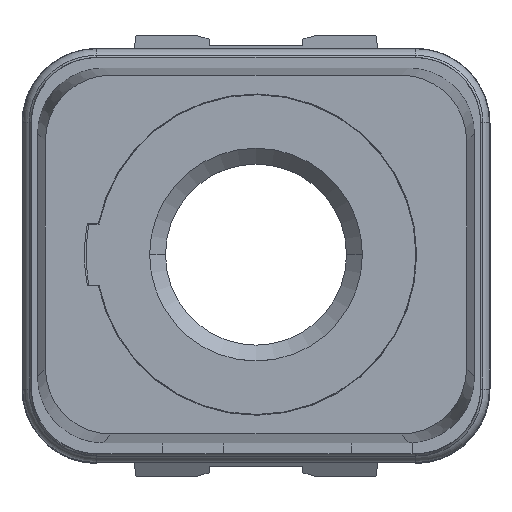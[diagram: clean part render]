
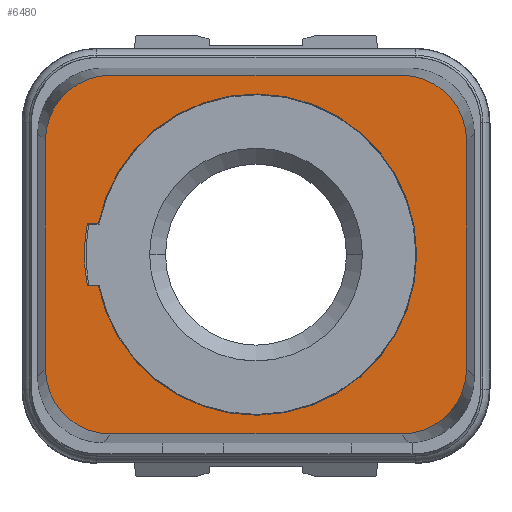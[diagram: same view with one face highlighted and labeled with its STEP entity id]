
A CAD part, top view. The second image highlights one B-rep face of the part: STEP entity #6480.
In plain terms, the highlighted planar face has unit normal (0, 0, 1).
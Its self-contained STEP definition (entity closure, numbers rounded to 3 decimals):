
#214=DIRECTION('',(-1.,0.,0.));
#215=VECTOR('',#214,9.3);
#216=CARTESIAN_POINT('',(4.65,-5.75,0.));
#217=LINE('',#216,#215);
#218=CARTESIAN_POINT('',(-4.65,-3.65,0.));
#219=DIRECTION('',(0.,0.,-1.));
#220=DIRECTION('',(0.,-1.,0.));
#221=AXIS2_PLACEMENT_3D('',#218,#219,#220);
#223=DIRECTION('',(0.,1.,0.));
#224=VECTOR('',#223,7.3);
#225=CARTESIAN_POINT('',(-6.75,-3.65,0.));
#226=LINE('',#225,#224);
#227=CARTESIAN_POINT('',(-4.65,3.65,0.));
#228=DIRECTION('',(0.,0.,-1.));
#229=DIRECTION('',(-1.,0.,0.));
#230=AXIS2_PLACEMENT_3D('',#227,#228,#229);
#232=DIRECTION('',(1.,0.,0.));
#233=VECTOR('',#232,9.3);
#234=CARTESIAN_POINT('',(-4.65,5.75,0.));
#235=LINE('',#234,#233);
#236=CARTESIAN_POINT('',(4.65,3.65,0.));
#237=DIRECTION('',(0.,0.,-1.));
#238=DIRECTION('',(0.,1.,0.));
#239=AXIS2_PLACEMENT_3D('',#236,#237,#238);
#241=DIRECTION('',(0.,-1.,0.));
#242=VECTOR('',#241,7.3);
#243=CARTESIAN_POINT('',(6.75,3.65,0.));
#244=LINE('',#243,#242);
#245=CARTESIAN_POINT('',(4.65,-3.65,0.));
#246=DIRECTION('',(0.,0.,-1.));
#247=DIRECTION('',(1.,0.,0.));
#248=AXIS2_PLACEMENT_3D('',#245,#246,#247);
#250=CARTESIAN_POINT('',(0.,0.,0.));
#251=DIRECTION('',(0.,0.,1.));
#252=DIRECTION('',(-0.983,0.182,0.));
#253=AXIS2_PLACEMENT_3D('',#250,#251,#252);
#255=DIRECTION('',(1.,0.,0.));
#256=VECTOR('',#255,0.356);
#257=CARTESIAN_POINT('',(-5.408,-1.,0.));
#258=LINE('',#257,#256);
#259=CARTESIAN_POINT('',(0.,0.,0.));
#260=DIRECTION('',(0.,0.,-1.));
#261=DIRECTION('',(1.,0.,0.));
#262=AXIS2_PLACEMENT_3D('',#259,#260,#261);
#264=CARTESIAN_POINT('',(0.,0.,0.));
#265=DIRECTION('',(0.,0.,-1.));
#266=DIRECTION('',(-0.981,0.194,0.));
#267=AXIS2_PLACEMENT_3D('',#264,#265,#266);
#269=DIRECTION('',(-1.,0.,0.));
#270=VECTOR('',#269,0.356);
#271=CARTESIAN_POINT('',(-5.052,1.,0.));
#272=LINE('',#271,#270);
#5302=CARTESIAN_POINT('',(5.15,0.,0.));
#5303=VERTEX_POINT('',#5302);
#5308=CARTESIAN_POINT('',(-5.408,1.,0.));
#5309=CARTESIAN_POINT('',(-5.408,-1.,0.));
#5310=VERTEX_POINT('',#5308);
#5311=VERTEX_POINT('',#5309);
#5312=CARTESIAN_POINT('',(-5.052,-1.,0.));
#5313=VERTEX_POINT('',#5312);
#5314=CARTESIAN_POINT('',(4.65,-5.75,0.));
#5315=CARTESIAN_POINT('',(-4.65,-5.75,0.));
#5316=VERTEX_POINT('',#5314);
#5317=VERTEX_POINT('',#5315);
#5318=CARTESIAN_POINT('',(-6.75,-3.65,0.));
#5319=VERTEX_POINT('',#5318);
#5320=CARTESIAN_POINT('',(-6.75,3.65,0.));
#5321=VERTEX_POINT('',#5320);
#5322=CARTESIAN_POINT('',(-4.65,5.75,0.));
#5323=VERTEX_POINT('',#5322);
#5324=CARTESIAN_POINT('',(4.65,5.75,0.));
#5325=VERTEX_POINT('',#5324);
#5326=CARTESIAN_POINT('',(6.75,3.65,0.));
#5327=VERTEX_POINT('',#5326);
#5328=CARTESIAN_POINT('',(6.75,-3.65,0.));
#5329=VERTEX_POINT('',#5328);
#5350=CARTESIAN_POINT('',(-5.052,1.,0.));
#5351=VERTEX_POINT('',#5350);
#6453=CARTESIAN_POINT('',(2.572,6.,0.));
#6454=DIRECTION('',(0.,0.,-1.));
#6455=DIRECTION('',(1.,0.,0.));
#6456=AXIS2_PLACEMENT_3D('',#6453,#6454,#6455);
#6457=PLANE('',#6456);
#6458=ORIENTED_EDGE('',*,*,#6161,.T.);
#6459=ORIENTED_EDGE('',*,*,#6216,.T.);
#6460=ORIENTED_EDGE('',*,*,#6257,.T.);
#6461=ORIENTED_EDGE('',*,*,#6312,.T.);
#6462=ORIENTED_EDGE('',*,*,#6353,.T.);
#6463=ORIENTED_EDGE('',*,*,#6408,.T.);
#6464=ORIENTED_EDGE('',*,*,#6447,.T.);
#6465=ORIENTED_EDGE('',*,*,#6146,.T.);
#6466=EDGE_LOOP('',(#6458,#6459,#6460,#6461,#6462,#6463,#6464,#6465));
#6467=FACE_OUTER_BOUND('',#6466,.F.);
#6469=ORIENTED_EDGE('',*,*,#6468,.T.);
#6471=ORIENTED_EDGE('',*,*,#6470,.T.);
#6473=ORIENTED_EDGE('',*,*,#6472,.F.);
#6475=ORIENTED_EDGE('',*,*,#6474,.F.);
#6477=ORIENTED_EDGE('',*,*,#6476,.T.);
#6478=EDGE_LOOP('',(#6469,#6471,#6473,#6475,#6477));
#6479=FACE_BOUND('',#6478,.F.);
#6480=ADVANCED_FACE('',(#6467,#6479),#6457,.F.);
#222=CIRCLE('',#221,2.1);
#231=CIRCLE('',#230,2.1);
#240=CIRCLE('',#239,2.1);
#249=CIRCLE('',#248,2.1);
#254=CIRCLE('',#253,5.5);
#263=CIRCLE('',#262,5.15);
#268=CIRCLE('',#267,5.15);
#6146=EDGE_CURVE('',#5329,#5316,#249,.T.);
#6161=EDGE_CURVE('',#5316,#5317,#217,.T.);
#6216=EDGE_CURVE('',#5317,#5319,#222,.T.);
#6257=EDGE_CURVE('',#5319,#5321,#226,.T.);
#6312=EDGE_CURVE('',#5321,#5323,#231,.T.);
#6353=EDGE_CURVE('',#5323,#5325,#235,.T.);
#6408=EDGE_CURVE('',#5325,#5327,#240,.T.);
#6447=EDGE_CURVE('',#5327,#5329,#244,.T.);
#6468=EDGE_CURVE('',#5310,#5311,#254,.T.);
#6470=EDGE_CURVE('',#5311,#5313,#258,.T.);
#6472=EDGE_CURVE('',#5303,#5313,#263,.T.);
#6474=EDGE_CURVE('',#5351,#5303,#268,.T.);
#6476=EDGE_CURVE('',#5351,#5310,#272,.T.);
